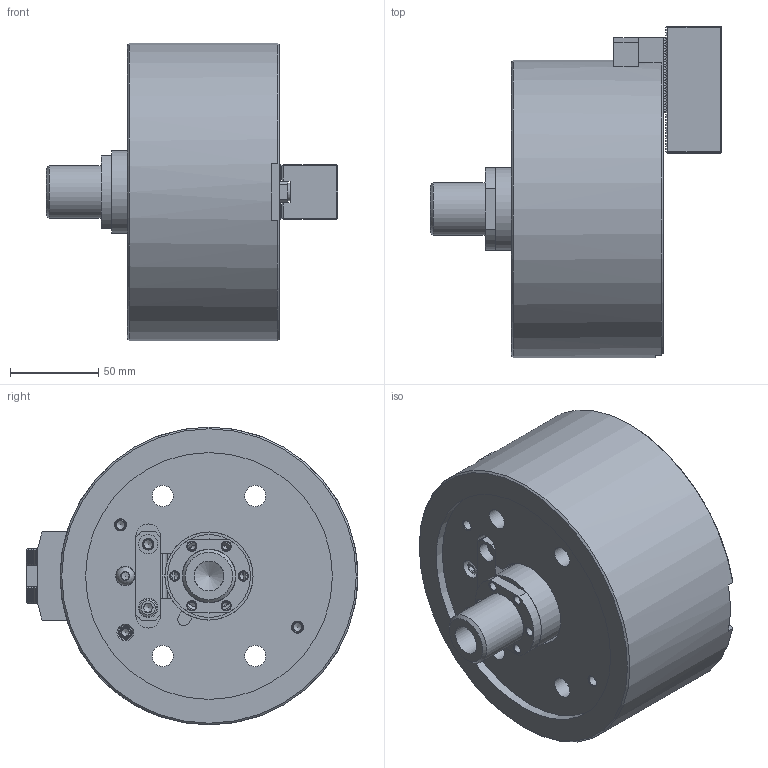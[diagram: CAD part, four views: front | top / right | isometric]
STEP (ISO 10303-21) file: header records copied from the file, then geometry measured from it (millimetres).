
FILE_DESCRIPTION(/* description */ ('Unknown'),/* implementation_level */ '2;1');
FILE_NAME(/* name */ 'MLV06-Solid',/* time_stamp */ '2019-08-15T16:13:08+01:00',/* author */ ('Unknown'),/* organization */ ('Unknown'),/* preprocessor_version */ 'ST-DEVELOPER v16.7',/* originating_system */ 'DEX',/* authorisation */ $);
FILE_SCHEMA (('AUTOMOTIVE_DESIGN {1 0 10303 214 3 1 1}'));
Length unit declared in the file: millimetre
Products named in the file (1): 61P245481_MLV06_ASSY
Bounding box: 165.2 x 188.29 x 169 mm (x, y, z)
Volume: 1765946 mm3; surface area: 262385.6 mm2
Topology: 21 solids, 21 shells, 1211 faces, 3146 edges, 2037 vertices
Faces by surface type: plane 876, cylinder 210, cone 120, torus 5
Full cylindrical faces by diameter (mm): 4.2 x7, 4.4 x1, 5 x22, 5.5 x5, 6 x11, 6.6 x2, 6.8 x13, 8 x13, 8.5 x5, 9.5 x6, 10 x11, 10.5 x5, 11 x5, 12 x4, 12.5 x2, 13 x5, 15 x1, 16 x3, 17 x7, 19 x1, 20 x12, 21 x2, 22.5 x1, 23 x2, 30 x3, 30.4 x1, 36 x2, 39 x2, 39.5 x1, 47 x1
Entity records: 34911 total; most frequent: CARTESIAN_POINT 6132, DIRECTION 5787, ORIENTED_EDGE 5546, EDGE_CURVE 2773, LINE 2117, VECTOR 2117, VERTEX_POINT 1990, AXIS2_PLACEMENT_3D 1835
